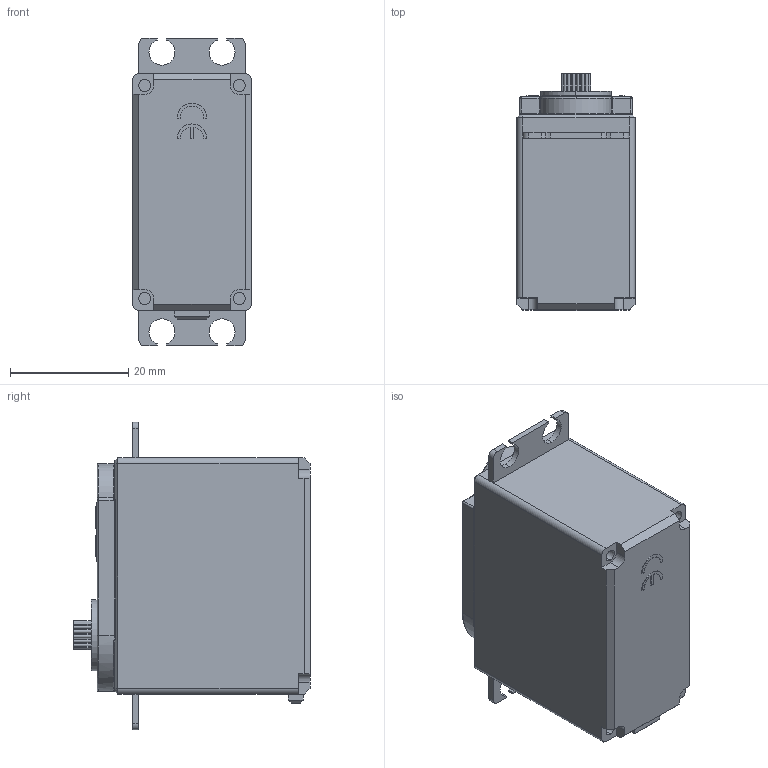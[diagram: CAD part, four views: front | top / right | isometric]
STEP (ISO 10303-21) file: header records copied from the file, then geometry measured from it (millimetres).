
FILE_DESCRIPTION (( 'STEP AP214' ), '1' );
FILE_NAME ('Hitec Servo Motor HS-311.STEP', '2013-11-15T17:51:48', ( '' ), ( '' ), 'SwSTEP 2.0', 'SolidWorks 2013', '' );
FILE_SCHEMA (( 'AUTOMOTIVE_DESIGN' ));
Length unit declared in the file: millimetre
Products named in the file (1): Hitec Servo Motor HS-311
Bounding box: 20 x 40.1 x 52 mm (x, y, z)
Volume: 28415.5 mm3; surface area: 6363.5 mm2
Topology: 1 solids, 1 shells, 377 faces, 1008 edges, 652 vertices
Faces by surface type: plane 203, cylinder 99, bspline 56, torus 11, cone 4, sphere 4
Entity records: 16417 total; most frequent: CARTESIAN_POINT 4886, ORIENTED_EDGE 2004, DIRECTION 1751, EDGE_CURVE 1002, LINE 661, VECTOR 661, VERTEX_POINT 652, AXIS2_PLACEMENT_3D 545
